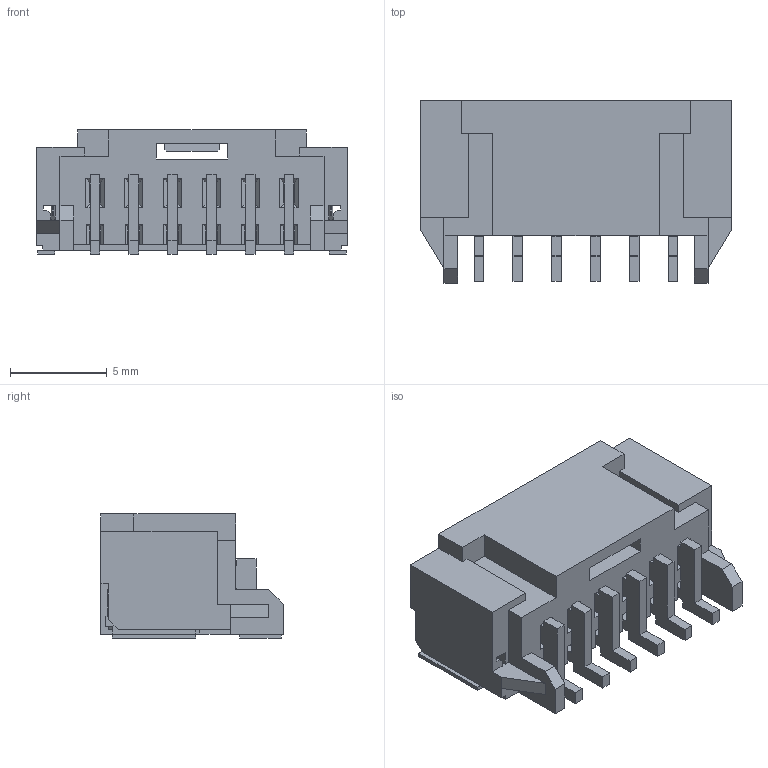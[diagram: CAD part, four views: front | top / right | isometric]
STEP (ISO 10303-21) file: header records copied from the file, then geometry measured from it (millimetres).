
FILE_DESCRIPTION((''),'2;1');
FILE_NAME('5023520610','2016-12-12T',('ksrinivasara'),(''),'PRO/ENGINEER BY PARAMETRIC TECHNOLOGY CORPORATION, 2012310','PRO/ENGINEER BY PARAMETRIC TECHNOLOGY CORPORATION, 2012310','');
FILE_SCHEMA(('CONFIG_CONTROL_DESIGN'));
Length unit declared in the file: millimetre
Products named in the file (1): 5023520610
Bounding box: 16 x 9.4 x 6.4 mm (x, y, z)
Volume: 337.9 mm3; surface area: 1049.5 mm2
Topology: 1 solids, 1 shells, 485 faces, 1469 edges, 958 vertices
Faces by surface type: plane 473, cylinder 12
Entity records: 16114 total; most frequent: CARTESIAN_POINT 2881, ORIENTED_EDGE 2874, DIRECTION 2465, VECTOR 1445, LINE 1445, EDGE_CURVE 1437, VERTEX_POINT 926, AXIS2_PLACEMENT_3D 510
